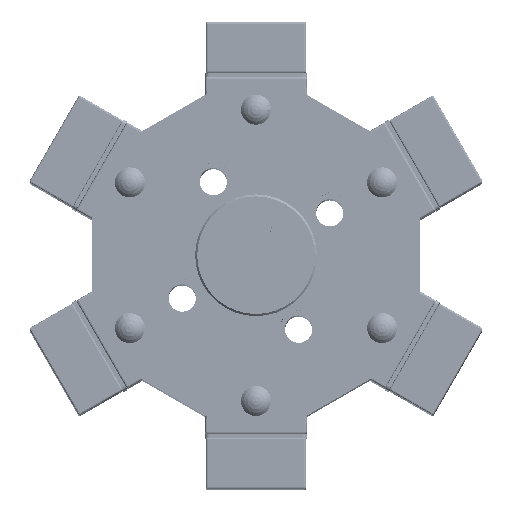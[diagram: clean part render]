
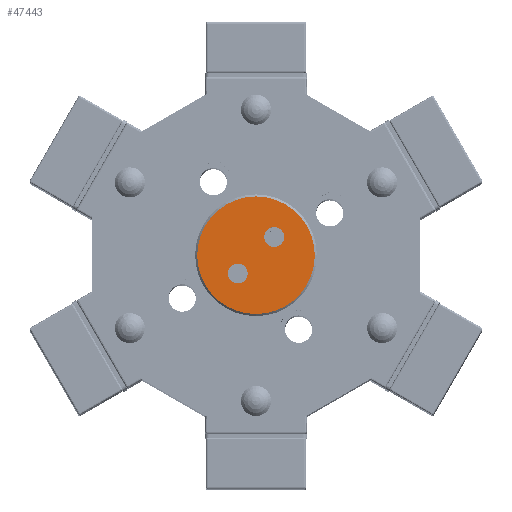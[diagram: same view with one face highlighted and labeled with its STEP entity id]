
A CAD part, top view. The second image highlights one B-rep face of the part: STEP entity #47443.
In plain terms, the highlighted planar face has unit normal (0, 0, 1).
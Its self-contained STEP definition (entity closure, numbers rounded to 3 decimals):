
#34016=CARTESIAN_POINT('',(-4.1,-9.0,210.0));
#34017=VERTEX_POINT('',#34016);
#34018=CARTESIAN_POINT('',(-9.0,-9.0,210.0));
#34019=DIRECTION('',(0.0,0.0,-1.0));
#34020=DIRECTION('',(1.0,0.0,0.0));
#34021=AXIS2_PLACEMENT_3D('',#34018,#34019,#34020);
#34022=CIRCLE('',#34021,4.9);
#34023=EDGE_CURVE('',#34017,#34017,#34022,.T.);
#34073=CARTESIAN_POINT('',(13.9,9.0,210.0));
#34074=VERTEX_POINT('',#34073);
#34075=CARTESIAN_POINT('',(9.0,9.0,210.0));
#34076=DIRECTION('',(0.0,0.0,-1.0));
#34077=DIRECTION('',(1.0,0.0,0.0));
#34078=AXIS2_PLACEMENT_3D('',#34075,#34076,#34077);
#34079=CIRCLE('',#34078,4.9);
#34080=EDGE_CURVE('',#34074,#34074,#34079,.T.);
#34133=CARTESIAN_POINT('',(0.0,28.99,210.0));
#34134=VERTEX_POINT('',#34133);
#34135=CARTESIAN_POINT('',(0.0,0.0,210.0));
#34136=DIRECTION('',(0.0,0.0,1.0));
#34137=DIRECTION('',(0.0,1.0,0.0));
#34138=AXIS2_PLACEMENT_3D('',#34135,#34136,#34137);
#34139=CIRCLE('',#34138,28.99);
#34140=EDGE_CURVE('',#34134,#34134,#34139,.T.);
#47429=CARTESIAN_POINT('',(0.,0.,210.0));
#47430=DIRECTION('',(0.0,0.0,1.0));
#47431=DIRECTION('',(1.0,0.0,0.0));
#47432=AXIS2_PLACEMENT_3D('',#47429,#47430,#47431);
#47433=PLANE('',#47432);
#47434=ORIENTED_EDGE('',*,*,#34140,.T.);
#47435=EDGE_LOOP('',(#47434));
#47436=FACE_OUTER_BOUND('',#47435,.T.);
#47437=ORIENTED_EDGE('',*,*,#34023,.T.);
#47438=EDGE_LOOP('',(#47437));
#47439=FACE_BOUND('',#47438,.T.);
#47440=ORIENTED_EDGE('',*,*,#34080,.T.);
#47441=EDGE_LOOP('',(#47440));
#47442=FACE_BOUND('',#47441,.T.);
#47443=ADVANCED_FACE('',(#47436,#47439,#47442),#47433,.T.);
